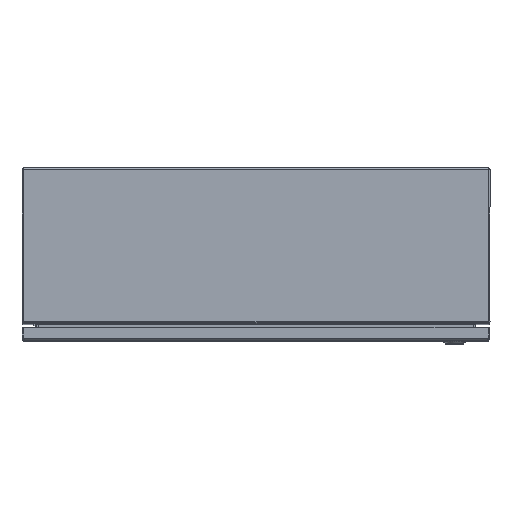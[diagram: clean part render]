
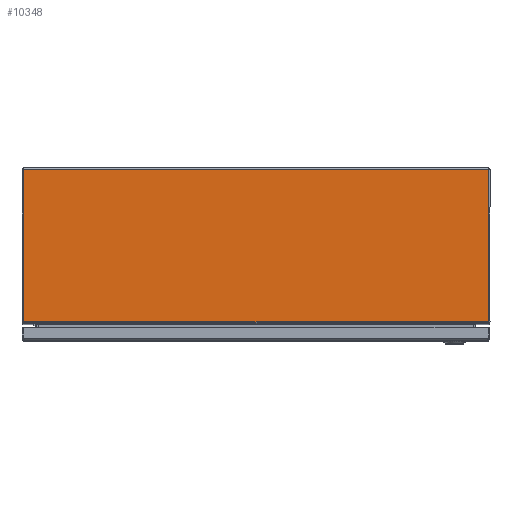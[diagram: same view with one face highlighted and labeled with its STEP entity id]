
A CAD part, top view. The second image highlights one B-rep face of the part: STEP entity #10348.
In plain terms, the highlighted planar face has unit normal (0, 0, 1).
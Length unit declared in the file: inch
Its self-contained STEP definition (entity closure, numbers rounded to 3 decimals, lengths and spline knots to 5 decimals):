
#458 = VECTOR ( 'NONE', #24885, 39.37008 ) ;
#1110 = LINE ( 'NONE', #25863, #9229 ) ;
#1270 = VERTEX_POINT ( 'NONE', #24061 ) ;
#1354 = VECTOR ( 'NONE', #25254, 39.37008 ) ;
#1417 = DIRECTION ( 'NONE',  ( 0., 0., -1. ) ) ;
#1935 = CARTESIAN_POINT ( 'NONE',  ( 11.54553, -7.76322, 15. ) ) ;
#2046 = EDGE_CURVE ( 'NONE', #26691, #17320, #1110, .T. ) ;
#2953 = CARTESIAN_POINT ( 'NONE',  ( -11.92789, -0.108, 15. ) ) ;
#3383 = AXIS2_PLACEMENT_3D ( 'NONE', #1935, #20402, #13542 ) ;
#4101 = FACE_OUTER_BOUND ( 'NONE', #6884, .T. ) ;
#4784 = ORIENTED_EDGE ( 'NONE', *, *, #27324, .F. ) ;
#6061 = ORIENTED_EDGE ( 'NONE', *, *, #24696, .T. ) ;
#6884 = EDGE_LOOP ( 'NONE', ( #12804, #15149, #19564, #4784, #11935, #6061 ) ) ;
#7070 = CARTESIAN_POINT ( 'NONE',  ( 83.298, -0.072, 15. ) ) ;
#7406 = LINE ( 'NONE', #2953, #8385 ) ;
#8005 = CIRCLE ( 'NONE', #18480, 0.38236 ) ;
#8385 = VECTOR ( 'NONE', #25888, 39.37008 ) ;
#9047 = CARTESIAN_POINT ( 'NONE',  ( 11.92789, -0.108, 15. ) ) ;
#9229 = VECTOR ( 'NONE', #19440, 39.37008 ) ;
#9606 = EDGE_CURVE ( 'NONE', #28280, #21997, #24319, .T. ) ;
#10348 = ADVANCED_FACE ( 'NONE', ( #4101 ), #14062, .F. ) ;
#10503 = DIRECTION ( 'NONE',  ( 0., 1., 0. ) ) ;
#10601 = CARTESIAN_POINT ( 'NONE',  ( -11.92789, -7.76322, 15. ) ) ;
#10788 = CARTESIAN_POINT ( 'NONE',  ( -11.54553, -7.76322, 15. ) ) ;
#11677 = DIRECTION ( 'NONE',  ( 0., 0., -1. ) ) ;
#11935 = ORIENTED_EDGE ( 'NONE', *, *, #2046, .F. ) ;
#12804 = ORIENTED_EDGE ( 'NONE', *, *, #16684, .F. ) ;
#13542 = DIRECTION ( 'NONE',  ( 0., 1., 0. ) ) ;
#14062 = PLANE ( 'NONE',  #20518 ) ;
#14773 = VERTEX_POINT ( 'NONE', #10601 ) ;
#15149 = ORIENTED_EDGE ( 'NONE', *, *, #16825, .F. ) ;
#15936 = LINE ( 'NONE', #20255, #458 ) ;
#16154 = LINE ( 'NONE', #27047, #1354 ) ;
#16684 = EDGE_CURVE ( 'NONE', #1270, #14773, #8005, .T. ) ;
#16825 = EDGE_CURVE ( 'NONE', #21997, #1270, #16154, .T. ) ;
#17320 = VERTEX_POINT ( 'NONE', #9047 ) ;
#18480 = AXIS2_PLACEMENT_3D ( 'NONE', #10788, #1417, #10503 ) ;
#19440 = DIRECTION ( 'NONE',  ( 1., 0., 0. ) ) ;
#19564 = ORIENTED_EDGE ( 'NONE', *, *, #9606, .F. ) ;
#20255 = CARTESIAN_POINT ( 'NONE',  ( 11.92789, -0.108, 15. ) ) ;
#20402 = DIRECTION ( 'NONE',  ( 0., 0., -1. ) ) ;
#20518 = AXIS2_PLACEMENT_3D ( 'NONE', #7070, #11677, #21220 ) ;
#20908 = CARTESIAN_POINT ( 'NONE',  ( -11.92789, -0.108, 15. ) ) ;
#21220 = DIRECTION ( 'NONE',  ( 0., 1., 0. ) ) ;
#21997 = VERTEX_POINT ( 'NONE', #24230 ) ;
#24061 = CARTESIAN_POINT ( 'NONE',  ( -11.90555, -7.892, 15. ) ) ;
#24230 = CARTESIAN_POINT ( 'NONE',  ( 11.90555, -7.892, 15. ) ) ;
#24319 = CIRCLE ( 'NONE', #3383, 0.38236 ) ;
#24696 = EDGE_CURVE ( 'NONE', #26691, #14773, #7406, .T. ) ;
#24885 = DIRECTION ( 'NONE',  ( 0., -1., 0. ) ) ;
#25254 = DIRECTION ( 'NONE',  ( -1., 0., 0. ) ) ;
#25863 = CARTESIAN_POINT ( 'NONE',  ( -11.892, -0.108, 15. ) ) ;
#25888 = DIRECTION ( 'NONE',  ( 0., -1., 0. ) ) ;
#26591 = CARTESIAN_POINT ( 'NONE',  ( 11.92789, -7.76322, 15. ) ) ;
#26691 = VERTEX_POINT ( 'NONE', #20908 ) ;
#27047 = CARTESIAN_POINT ( 'NONE',  ( 83.298, -7.892, 15. ) ) ;
#27324 = EDGE_CURVE ( 'NONE', #17320, #28280, #15936, .T. ) ;
#28280 = VERTEX_POINT ( 'NONE', #26591 ) ;
